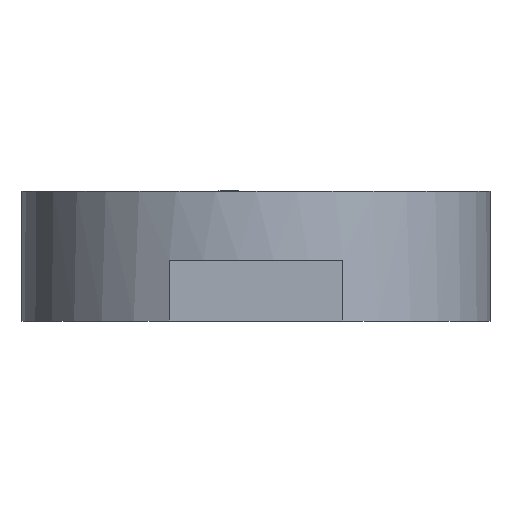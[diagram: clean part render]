
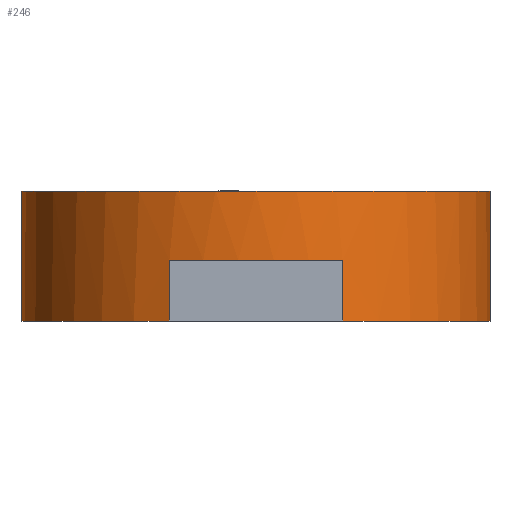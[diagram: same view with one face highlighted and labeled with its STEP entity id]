
A CAD part, front view. The second image highlights one B-rep face of the part: STEP entity #246.
In plain terms, the highlighted cylindrical face has radius 13.5 mm (diameter 27 mm), a partial arc.
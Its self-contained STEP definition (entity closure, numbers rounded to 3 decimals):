
#4 = DIRECTION ( 'NONE',  ( 0., 0., -1. ) ) ;
#15 = VERTEX_POINT ( 'NONE', #120 ) ;
#18 = EDGE_CURVE ( 'NONE', #331, #655, #357, .T. ) ;
#47 = AXIS2_PLACEMENT_3D ( 'NONE', #349, #575, #194 ) ;
#59 = VERTEX_POINT ( 'NONE', #402 ) ;
#87 = EDGE_CURVE ( 'NONE', #59, #331, #359, .T. ) ;
#91 = CARTESIAN_POINT ( 'NONE',  ( 0., 0., -7.5 ) ) ;
#98 = FACE_OUTER_BOUND ( 'NONE', #382, .T. ) ;
#107 = DIRECTION ( 'NONE',  ( 0., 0., 1. ) ) ;
#110 = VECTOR ( 'NONE', #701, 1000. ) ;
#120 = CARTESIAN_POINT ( 'NONE',  ( 13.5, 0., 0. ) ) ;
#130 = ORIENTED_EDGE ( 'NONE', *, *, #462, .F. ) ;
#163 = EDGE_CURVE ( 'NONE', #461, #578, #505, .T. ) ;
#180 = ORIENTED_EDGE ( 'NONE', *, *, #213, .F. ) ;
#194 = DIRECTION ( 'NONE',  ( 1., 0., 0. ) ) ;
#213 = EDGE_CURVE ( 'NONE', #242, #15, #256, .T. ) ;
#242 = VERTEX_POINT ( 'NONE', #474 ) ;
#246 = ADVANCED_FACE ( 'NONE', ( #98 ), #695, .T. ) ;
#247 = VECTOR ( 'NONE', #107, 1000. ) ;
#256 = CIRCLE ( 'NONE', #649, 13.5 ) ;
#280 = CARTESIAN_POINT ( 'NONE',  ( -13.5, 0., -7.5 ) ) ;
#283 = ORIENTED_EDGE ( 'NONE', *, *, #87, .F. ) ;
#306 = DIRECTION ( 'NONE',  ( 0., 0., 1. ) ) ;
#309 = DIRECTION ( 'NONE',  ( 1., 0., 0. ) ) ;
#327 = CARTESIAN_POINT ( 'NONE',  ( -5., -12.54, -7.5 ) ) ;
#329 = CARTESIAN_POINT ( 'NONE',  ( 5., -12.54, -4. ) ) ;
#330 = DIRECTION ( 'NONE',  ( 0., 0., 1. ) ) ;
#331 = VERTEX_POINT ( 'NONE', #329 ) ;
#341 = LINE ( 'NONE', #327, #619 ) ;
#349 = CARTESIAN_POINT ( 'NONE',  ( 0., 0., -4. ) ) ;
#357 = CIRCLE ( 'NONE', #47, 13.5 ) ;
#359 = LINE ( 'NONE', #618, #465 ) ;
#361 = ORIENTED_EDGE ( 'NONE', *, *, #444, .T. ) ;
#362 = DIRECTION ( 'NONE',  ( 0., 0., 1. ) ) ;
#367 = EDGE_CURVE ( 'NONE', #59, #391, #568, .T. ) ;
#380 = CARTESIAN_POINT ( 'NONE',  ( -13.5, 0., -7.5 ) ) ;
#382 = EDGE_LOOP ( 'NONE', ( #467, #598, #130, #557, #283, #565, #361, #180 ) ) ;
#391 = VERTEX_POINT ( 'NONE', #547 ) ;
#395 = EDGE_CURVE ( 'NONE', #461, #242, #651, .T. ) ;
#402 = CARTESIAN_POINT ( 'NONE',  ( 5., -12.54, -7.5 ) ) ;
#422 = CARTESIAN_POINT ( 'NONE',  ( 0., 0., -7.5 ) ) ;
#430 = AXIS2_PLACEMENT_3D ( 'NONE', #91, #577, #309 ) ;
#444 = EDGE_CURVE ( 'NONE', #391, #15, #492, .T. ) ;
#461 = VERTEX_POINT ( 'NONE', #280 ) ;
#462 = EDGE_CURVE ( 'NONE', #655, #578, #341, .T. ) ;
#465 = VECTOR ( 'NONE', #684, 1000. ) ;
#467 = ORIENTED_EDGE ( 'NONE', *, *, #395, .F. ) ;
#474 = CARTESIAN_POINT ( 'NONE',  ( -13.5, 0., 0. ) ) ;
#479 = DIRECTION ( 'NONE',  ( 1., 0., 0. ) ) ;
#480 = CARTESIAN_POINT ( 'NONE',  ( -5., -12.54, -4. ) ) ;
#492 = LINE ( 'NONE', #600, #247 ) ;
#505 = CIRCLE ( 'NONE', #430, 13.5 ) ;
#510 = AXIS2_PLACEMENT_3D ( 'NONE', #422, #306, #518 ) ;
#518 = DIRECTION ( 'NONE',  ( 1., 0., 0. ) ) ;
#543 = DIRECTION ( 'NONE',  ( 1., 0., 0. ) ) ;
#544 = AXIS2_PLACEMENT_3D ( 'NONE', #703, #330, #543 ) ;
#547 = CARTESIAN_POINT ( 'NONE',  ( 13.5, 0., -7.5 ) ) ;
#557 = ORIENTED_EDGE ( 'NONE', *, *, #18, .F. ) ;
#565 = ORIENTED_EDGE ( 'NONE', *, *, #367, .T. ) ;
#568 = CIRCLE ( 'NONE', #544, 13.5 ) ;
#575 = DIRECTION ( 'NONE',  ( 0., 0., -1. ) ) ;
#577 = DIRECTION ( 'NONE',  ( 0., 0., 1. ) ) ;
#578 = VERTEX_POINT ( 'NONE', #686 ) ;
#579 = CARTESIAN_POINT ( 'NONE',  ( 0., 0., 0. ) ) ;
#598 = ORIENTED_EDGE ( 'NONE', *, *, #163, .T. ) ;
#600 = CARTESIAN_POINT ( 'NONE',  ( 13.5, 0., -7.5 ) ) ;
#618 = CARTESIAN_POINT ( 'NONE',  ( 5., -12.54, -7.5 ) ) ;
#619 = VECTOR ( 'NONE', #4, 1000. ) ;
#649 = AXIS2_PLACEMENT_3D ( 'NONE', #579, #362, #479 ) ;
#651 = LINE ( 'NONE', #380, #110 ) ;
#655 = VERTEX_POINT ( 'NONE', #480 ) ;
#684 = DIRECTION ( 'NONE',  ( 0., 0., 1. ) ) ;
#686 = CARTESIAN_POINT ( 'NONE',  ( -5., -12.54, -7.5 ) ) ;
#695 = CYLINDRICAL_SURFACE ( 'NONE', #510, 13.5 ) ;
#701 = DIRECTION ( 'NONE',  ( 0., 0., 1. ) ) ;
#703 = CARTESIAN_POINT ( 'NONE',  ( 0., 0., -7.5 ) ) ;
